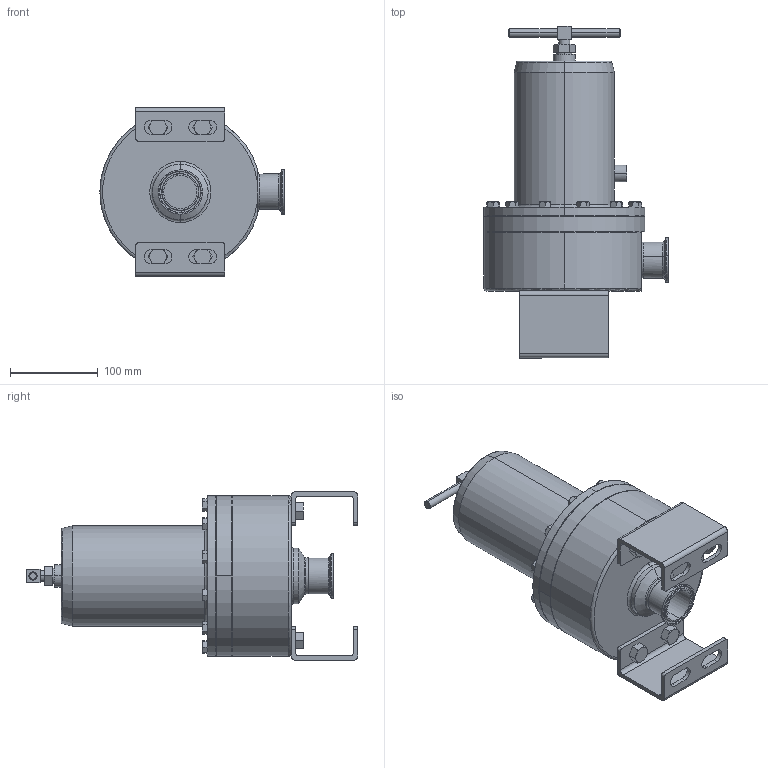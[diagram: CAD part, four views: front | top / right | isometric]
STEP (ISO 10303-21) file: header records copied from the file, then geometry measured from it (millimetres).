
FILE_DESCRIPTION (( 'STEP AP203' ), '1' );
FILE_NAME ('96DAA-40.STEP', '2017-06-07T14:52:18', ( '' ), ( '' ), 'SwSTEP 2.0', 'SolidWorks 2014', '' );
FILE_SCHEMA (( 'CONFIG_CONTROL_DESIGN' ));
Length unit declared in the file: inch
Products named in the file (2): 96DAA-40
Bounding box: 210.01 x 378.21 x 191.88 mm (x, y, z)
Volume: 4447054.4 mm3; surface area: 272548.8 mm2
Topology: 1 solids, 1 shells, 448 faces, 1070 edges, 662 vertices
Faces by surface type: plane 177, cone 131, cylinder 117, torus 23
Entity records: 14073 total; most frequent: CARTESIAN_POINT 3512, DIRECTION 2172, ORIENTED_EDGE 2140, EDGE_CURVE 1070, AXIS2_PLACEMENT_3D 862, VERTEX_POINT 662, EDGE_LOOP 542, FACE_OUTER_BOUND 448
